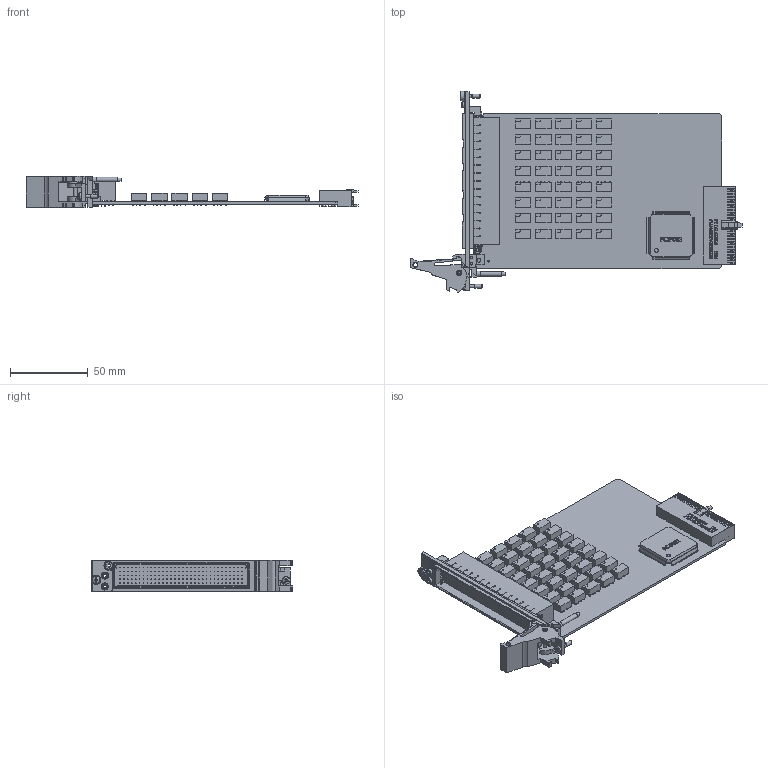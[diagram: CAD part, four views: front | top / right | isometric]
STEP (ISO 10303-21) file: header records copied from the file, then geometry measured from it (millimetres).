
FILE_DESCRIPTION (( 'STEP AP214' ), '1' );
FILE_NAME ('40-139-102 High Density 2A Relay Module assem.STEP', '2013-08-21T13:02:31', ( 'admin' ), ( '' ), 'SwSTEP 2.0', 'SolidWorks 2012', '' );
FILE_SCHEMA (( 'AUTOMOTIVE_DESIGN' ));
Length unit declared in the file: millimetre
Products named in the file (1): 40-139-102 High Density 2A Relay Module assem
Bounding box: 214.01 x 129.67 x 20 mm (x, y, z)
Surface area: 70288.1 mm2 (no closed solid volume)
Topology: 0 solids, 596 shells, 2975 faces, 11472 edges, 8620 vertices
Faces by surface type: plane 1937, cylinder 966, cone 45, bspline 17, torus 6, sphere 4
Full cylindrical faces by diameter (mm): 0.149 x1, 0.4 x320, 0.6 x110, 1 x1, 1.05 x306, 1.496 x2, 1.727 x5, 2 x5, 2.05 x5, 2.497 x1, 2.5 x4, 2.6 x2, 2.8 x1, 3 x3, 4 x2, 4.594 x1, 4.603 x1, 4.7 x1, 5 x4, 5.3 x1, 6 x1
Entity records: 155358 total; most frequent: CARTESIAN_POINT 30070, DIRECTION 18742, ORIENTED_EDGE 15036, EDGE_CURVE 10551, VERTEX_POINT 8501, LINE 7100, VECTOR 7100, AXIS2_PLACEMENT_3D 5821
